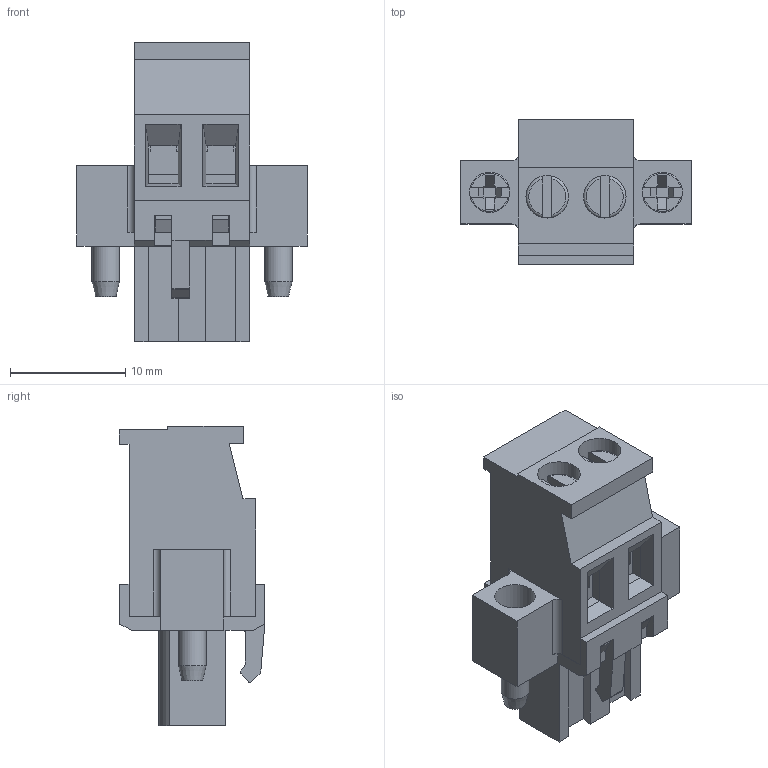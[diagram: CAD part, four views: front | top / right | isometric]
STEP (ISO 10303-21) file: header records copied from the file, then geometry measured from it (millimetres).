
FILE_DESCRIPTION( ( 'Unknown' ), '1' );
FILE_NAME( '691340700002.stp', 'Unknown', ( 'Unknown' ), ( 'Unknown' ), 'PSStep 14.0', 'Unknown', ' ' );
FILE_SCHEMA( ( 'AUTOMOTIVE_DESIGN { 1 0 10303 214 1 1 1 1 }' ) );
Length unit declared in the file: millimetre
Products named in the file (7): Assem1; 691351700002; 6913407000xx_CAGE; 6913407000xx_PIN; 6913407000xx_VIS; 6913517000xx_VIS Flange; 691351700002_BAS
Assembly tree (10 placements, depth 2):
  Assem1
    691351700002
    6913407000xx_CAGE  x2
    6913407000xx_PIN  x2
    6913407000xx_VIS  x2
    6913517000xx_VIS Flange  x2
    691351700002_BAS
Bounding box: 20 x 12.65 x 26 mm (x, y, z)
Volume: 1912.6 mm3; surface area: 4504.6 mm2
Topology: 10 solids, 10 shells, 508 faces, 1412 edges, 924 vertices
Faces by surface type: plane 399, cylinder 89, torus 14, cone 6
Full cylindrical faces by diameter (mm): 1.6 x2, 2.4 x4, 2.5 x2, 2.9 x4, 3 x2, 3.5 x2, 3.7 x4, 3.8 x2
Entity records: 15281 total; most frequent: CARTESIAN_POINT 2175, ORIENTED_EDGE 2088, DIRECTION 1957, EDGE_CURVE 1044, LINE 905, VECTOR 905, VERTEX_POINT 696, AXIS2_PLACEMENT_3D 526
